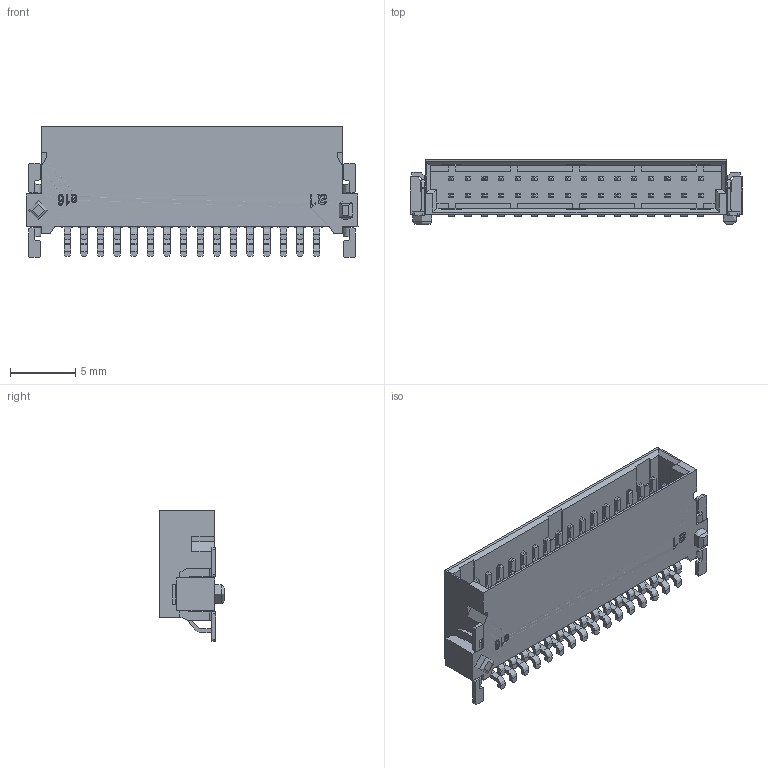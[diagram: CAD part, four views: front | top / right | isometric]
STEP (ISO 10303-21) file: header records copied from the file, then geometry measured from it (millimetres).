
FILE_DESCRIPTION( ('This file contains a STEP AP42 implementation' ,'as created by ZW3D STEP Interface translator.') ,'2;1' );
FILE_NAME( '3910-P032-082ZXXWR1W.stp' ,'23 5 3.202559', (''), ('ZWCAD Software Co.'), 'Version 1.0', 'ZW3D to STEP translator', '' );
FILE_SCHEMA(('AUTOMOTIVE_DESIGN { 1 0 10303 214 1 1 1 1 }'));
Length unit declared in the file: millimetre
Products named in the file (2): 0; 3910-P032-082ZXXWR1W
Bounding box: 25.37 x 4.95 x 10 mm (x, y, z)
Volume: 406.8 mm3
Topology: 1 solids, 3 shells, 1632 faces, 4212 edges, 2659 vertices
Faces by surface type: plane 1233, cylinder 341, bspline 57, torus 1
Full cylindrical faces by diameter (mm): 1.45 x1
Entity records: 51756 total; most frequent: CARTESIAN_POINT 10897, ORIENTED_EDGE 8422, DIRECTION 7599, EDGE_CURVE 4211, VECTOR 3199, LINE 3199, VERTEX_POINT 2658, AXIS2_PLACEMENT_3D 2200
